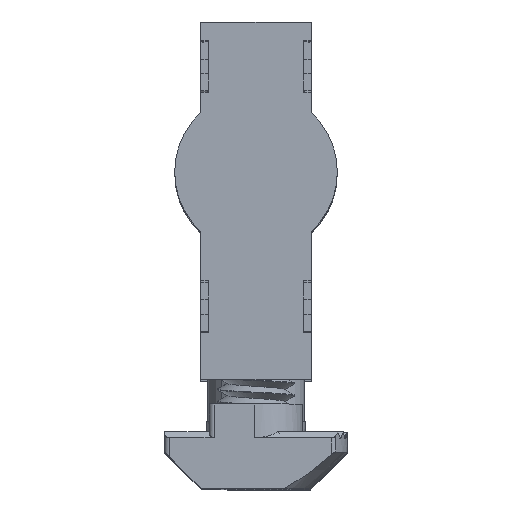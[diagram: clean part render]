
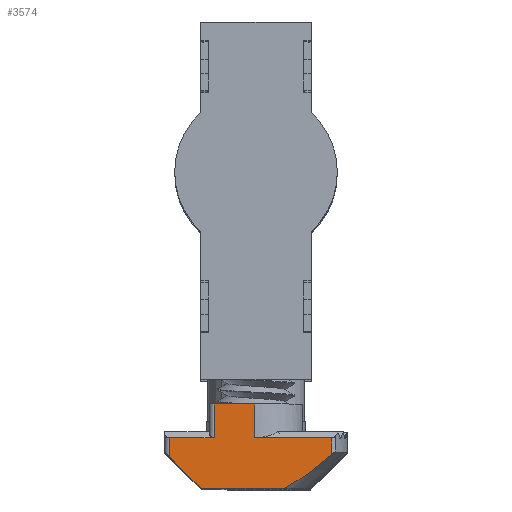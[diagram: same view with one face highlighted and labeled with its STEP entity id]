
A CAD part, top view. The second image highlights one B-rep face of the part: STEP entity #3574.
In plain terms, the highlighted planar face has unit normal (0, 0, 1).
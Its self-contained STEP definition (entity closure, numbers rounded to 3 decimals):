
#3198 = VERTEX_POINT ( 'NONE', #27922 ) ;
#3215 = VERTEX_POINT ( 'NONE', #27940 ) ;
#3253 = EDGE_CURVE ( 'NONE', #3198, #3215, #28019, .T. ) ;
#3380 = VERTEX_POINT ( 'NONE', #28283 ) ;
#3384 = VERTEX_POINT ( 'NONE', #28040 ) ;
#3393 = VERTEX_POINT ( 'NONE', #28309 ) ;
#3418 = EDGE_CURVE ( 'NONE', #3437, #3384, #28325, .T. ) ;
#3427 = EDGE_CURVE ( 'NONE', #3380, #3198, #28316, .T. ) ;
#3434 = VERTEX_POINT ( 'NONE', #28334 ) ;
#3436 = EDGE_CURVE ( 'NONE', #3384, #3393, #28378, .T. ) ;
#3437 = VERTEX_POINT ( 'NONE', #28302 ) ;
#3483 = EDGE_CURVE ( 'NONE', #3434, #3437, #28388, .T. ) ;
#3506 = EDGE_CURVE ( 'NONE', #3515, #3380, #28431, .T. ) ;
#3515 = VERTEX_POINT ( 'NONE', #28430 ) ;
#3542 = EDGE_CURVE ( 'NONE', #3215, #3554, #28517, .T. ) ;
#3554 = VERTEX_POINT ( 'NONE', #28251 ) ;
#3560 = ORIENTED_EDGE ( 'NONE', *, *, #3253, .F. ) ;
#3561 = ORIENTED_EDGE ( 'NONE', *, *, #3436, .F. ) ;
#3562 = EDGE_CURVE ( 'NONE', #3515, #3393, #28544, .T. ) ;
#3564 = ORIENTED_EDGE ( 'NONE', *, *, #3562, .T. ) ;
#3565 = ORIENTED_EDGE ( 'NONE', *, *, #3418, .F. ) ;
#3570 = ORIENTED_EDGE ( 'NONE', *, *, #3427, .F. ) ;
#3571 = EDGE_CURVE ( 'NONE', #3593, #3434, #28560, .T. ) ;
#3574 = ADVANCED_FACE ( 'NONE', ( #28535 ), #28541, .F. ) ;
#3575 = EDGE_CURVE ( 'NONE', #3593, #3554, #28528, .T. ) ;
#3576 = ORIENTED_EDGE ( 'NONE', *, *, #3571, .F. ) ;
#3578 = ORIENTED_EDGE ( 'NONE', *, *, #3575, .T. ) ;
#3579 = ORIENTED_EDGE ( 'NONE', *, *, #3506, .F. ) ;
#3581 = EDGE_LOOP ( 'NONE', ( #3590, #3576, #3578, #3583, #3560, #3570, #3579, #3564, #3561, #3565 ) ) ;
#3583 = ORIENTED_EDGE ( 'NONE', *, *, #3542, .F. ) ;
#3590 = ORIENTED_EDGE ( 'NONE', *, *, #3483, .F. ) ;
#3593 = VERTEX_POINT ( 'NONE', #28531 ) ;
#27922 = CARTESIAN_POINT ( 'NONE',  ( 7.879, -30.72, 41.35 ) ) ;
#27940 = CARTESIAN_POINT ( 'NONE',  ( 7.879, -32.448, 41.35 ) ) ;
#28012 = DIRECTION ( 'NONE',  ( 0., -1., 0. ) ) ;
#28013 = VECTOR ( 'NONE', #28012, 1000. ) ;
#28015 = CARTESIAN_POINT ( 'NONE',  ( 7.879, -30.11, 41.35 ) ) ;
#28019 = LINE ( 'NONE', #28015, #28013 ) ;
#28040 = CARTESIAN_POINT ( 'NONE',  ( -4.35, -30.72, 41.35 ) ) ;
#28251 = CARTESIAN_POINT ( 'NONE',  ( 2.995, -36., 41.35 ) ) ;
#28283 = CARTESIAN_POINT ( 'NONE',  ( -0.15, -30.72, 41.35 ) ) ;
#28302 = CARTESIAN_POINT ( 'NONE',  ( -9., -30.72, 41.35 ) ) ;
#28309 = CARTESIAN_POINT ( 'NONE',  ( -4.35, -27.2, 41.35 ) ) ;
#28310 = DIRECTION ( 'NONE',  ( 1., 0., 0. ) ) ;
#28311 = VECTOR ( 'NONE', #28310, 1000. ) ;
#28312 = CARTESIAN_POINT ( 'NONE',  ( 8.169, -30.72, 41.35 ) ) ;
#28316 = LINE ( 'NONE', #28312, #28311 ) ;
#28323 = DIRECTION ( 'NONE',  ( 1., 0., 0. ) ) ;
#28324 = VECTOR ( 'NONE', #28323, 1000. ) ;
#28325 = LINE ( 'NONE', #28329, #28324 ) ;
#28329 = CARTESIAN_POINT ( 'NONE',  ( 8.169, -30.72, 41.35 ) ) ;
#28334 = CARTESIAN_POINT ( 'NONE',  ( -9., -32.7, 41.35 ) ) ;
#28375 = DIRECTION ( 'NONE',  ( 0., 1., 0. ) ) ;
#28376 = VECTOR ( 'NONE', #28375, 1000. ) ;
#28377 = CARTESIAN_POINT ( 'NONE',  ( -4.35, -30.11, 41.35 ) ) ;
#28378 = LINE ( 'NONE', #28377, #28376 ) ;
#28388 = LINE ( 'NONE', #28395, #28454 ) ;
#28395 = CARTESIAN_POINT ( 'NONE',  ( -9., -30.11, 41.35 ) ) ;
#28426 = DIRECTION ( 'NONE',  ( 0., -1., 0. ) ) ;
#28427 = VECTOR ( 'NONE', #28426, 1000. ) ;
#28428 = CARTESIAN_POINT ( 'NONE',  ( -0.15, -30.11, 41.35 ) ) ;
#28430 = CARTESIAN_POINT ( 'NONE',  ( -0.15, -27.2, 41.35 ) ) ;
#28431 = LINE ( 'NONE', #28428, #28427 ) ;
#28453 = DIRECTION ( 'NONE',  ( 0., 1., 0. ) ) ;
#28454 = VECTOR ( 'NONE', #28453, 1000. ) ;
#28505 = CARTESIAN_POINT ( 'NONE',  ( 2.995, -36., 41.35 ) ) ;
#28506 = CARTESIAN_POINT ( 'NONE',  ( 3.445, -35.763, 41.35 ) ) ;
#28507 = CARTESIAN_POINT ( 'NONE',  ( 3.875, -35.5, 41.35 ) ) ;
#28508 = CARTESIAN_POINT ( 'NONE',  ( 4.715, -34.943, 41.35 ) ) ;
#28509 = CARTESIAN_POINT ( 'NONE',  ( 5.124, -34.65, 41.35 ) ) ;
#28510 = CARTESIAN_POINT ( 'NONE',  ( 6.331, -33.742, 41.35 ) ) ;
#28511 = CARTESIAN_POINT ( 'NONE',  ( 7.11, -33.102, 41.35 ) ) ;
#28512 = CARTESIAN_POINT ( 'NONE',  ( 7.879, -32.448, 41.35 ) ) ;
#28517 = B_SPLINE_CURVE_WITH_KNOTS ( 'NONE', 3,
 ( #28512, #28511, #28510, #28509, #28508, #28507, #28506, #28505 ),
 .UNSPECIFIED., .F., .F.,
 ( 4, 2, 2, 4 ),
 ( 0., 0.003, 0.005, 0.006 ),
 .UNSPECIFIED. ) ;
#28526 = VECTOR ( 'NONE', #28586, 1000. ) ;
#28527 = CARTESIAN_POINT ( 'NONE',  ( 0., -36., 41.35 ) ) ;
#28528 = LINE ( 'NONE', #28527, #28526 ) ;
#28531 = CARTESIAN_POINT ( 'NONE',  ( -5.7, -36., 41.35 ) ) ;
#28533 = DIRECTION ( 'NONE',  ( -0.707, 0.707, 0. ) ) ;
#28534 = VECTOR ( 'NONE', #28533, 1000. ) ;
#28535 = FACE_OUTER_BOUND ( 'NONE', #3581, .T. ) ;
#28537 = AXIS2_PLACEMENT_3D ( 'NONE', #28550, #28549, #28546 ) ;
#28541 = PLANE ( 'NONE',  #28537 ) ;
#28542 = DIRECTION ( 'NONE',  ( -1., 0., 0. ) ) ;
#28543 = VECTOR ( 'NONE', #28542, 1000. ) ;
#28544 = LINE ( 'NONE', #28552, #28543 ) ;
#28546 = DIRECTION ( 'NONE',  ( 0., -1., 0. ) ) ;
#28549 = DIRECTION ( 'NONE',  ( 0., 0., -1. ) ) ;
#28550 = CARTESIAN_POINT ( 'NONE',  ( 8.169, -30.11, 41.35 ) ) ;
#28552 = CARTESIAN_POINT ( 'NONE',  ( 0.15, -27.2, 41.35 ) ) ;
#28554 = CARTESIAN_POINT ( 'NONE',  ( -5.7, -36., 41.35 ) ) ;
#28560 = LINE ( 'NONE', #28554, #28534 ) ;
#28586 = DIRECTION ( 'NONE',  ( 1., 0., 0. ) ) ;
